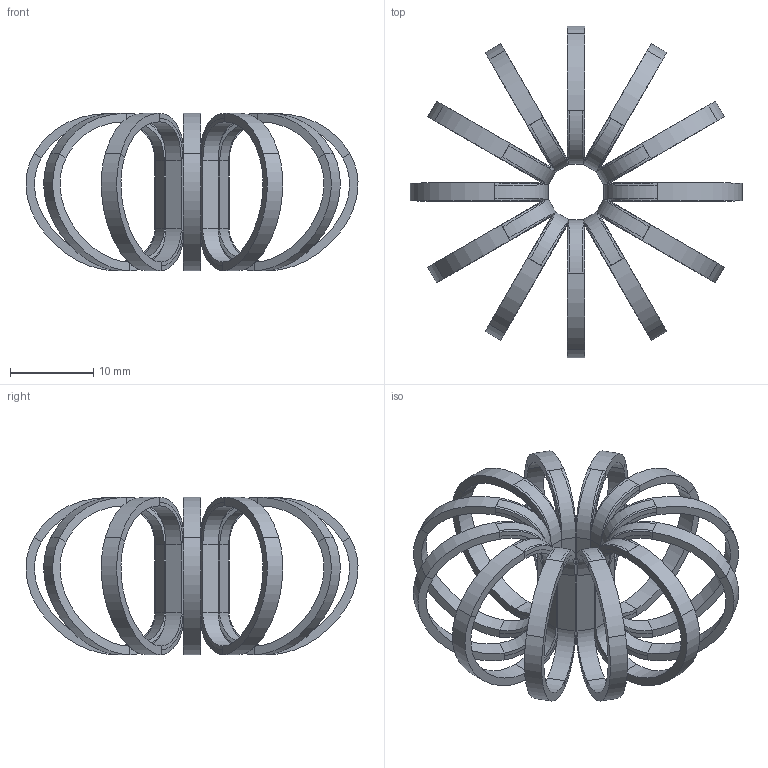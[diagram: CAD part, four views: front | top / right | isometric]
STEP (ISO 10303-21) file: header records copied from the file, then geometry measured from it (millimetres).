
FILE_DESCRIPTION(('Open CASCADE Model'),'2;1');
FILE_NAME('Open CASCADE Shape Model','2016-11-02T10:13:24',('Author'),( 'Open CASCADE'),'Open CASCADE STEP processor 6.8','Open CASCADE 6.8' ,'Unknown');
FILE_SCHEMA(('AUTOMOTIVE_DESIGN_CC2 { 1 2 10303 214 -1 1 5 4 }'));
Length unit declared in the file: millimetre
Products named in the file (6): Open CASCADE STEP translator 6.8 1; Open CASCADE STEP translator 6.8 1.1; Open CASCADE STEP translator 6.8 1.1.1; Open CASCADE STEP translator 6.8 1.1.2; Open CASCADE STEP translator 6.8 1.1.3; Open CASCADE STEP translator 6.8 1.1.4
Assembly tree (16 placements, depth 3):
  Open CASCADE STEP translator 6.8 1
    Open CASCADE STEP translator 6.8 1.1  x12
      Open CASCADE STEP translator 6.8 1.1.1
      Open CASCADE STEP translator 6.8 1.1.2
      Open CASCADE STEP translator 6.8 1.1.3
      Open CASCADE STEP translator 6.8 1.1.4
Bounding box: 39.78 x 39.78 x 18.85 mm (x, y, z)
Volume: 1442.8 mm3; surface area: 4289.5 mm2
Topology: 48 solids, 48 shells, 456 faces, 1032 edges, 672 vertices
Faces by surface type: plane 264, bspline 192
Entity records: 2639 total; most frequent: CARTESIAN_POINT 1148, B_SPLINE_CURVE_WITH_KNOTS 215, ORIENTED_EDGE 172, PCURVE 172, DEFINITIONAL_REPRESENTATION 172, DIRECTION 121, EDGE_CURVE 86, SURFACE_CURVE 86
